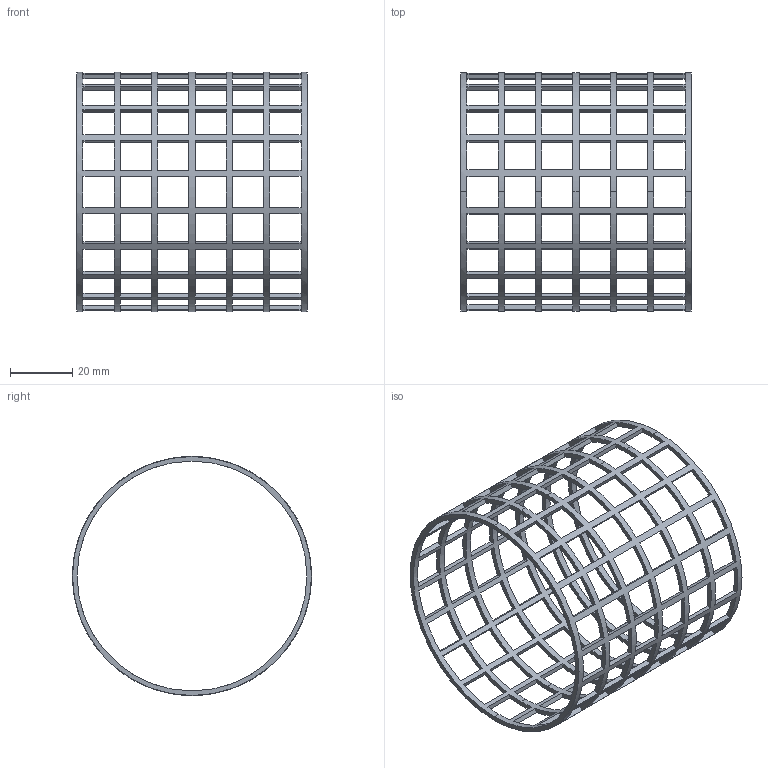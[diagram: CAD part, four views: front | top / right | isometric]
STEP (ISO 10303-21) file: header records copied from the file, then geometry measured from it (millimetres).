
FILE_DESCRIPTION (( 'STEP AP203' ), '1' );
FILE_NAME ('3D-M7011_DN65_174701045.STEP', '2024-09-21T07:58:30', ( '' ), ( '' ), 'SwSTEP 2.0', 'SolidWorks 2024', '' );
FILE_SCHEMA (( 'CONFIG_CONTROL_DESIGN' ));
Length unit declared in the file: millimetre
Products named in the file (1): 3D-M7011_DN65_174701045
Bounding box: 74 x 76.75 x 76.75 mm (x, y, z)
Volume: 8187.5 mm3; surface area: 18868.8 mm2
Topology: 1 solids, 1 shells, 486 faces, 1524 edges, 1016 vertices
Faces by surface type: plane 482, cylinder 4
Entity records: 17645 total; most frequent: ORIENTED_EDGE 3048, DIRECTION 3034, CARTESIAN_POINT 3027, EDGE_CURVE 1524, AXIS2_PLACEMENT_3D 1023, VERTEX_POINT 1016, LINE 988, VECTOR 988
